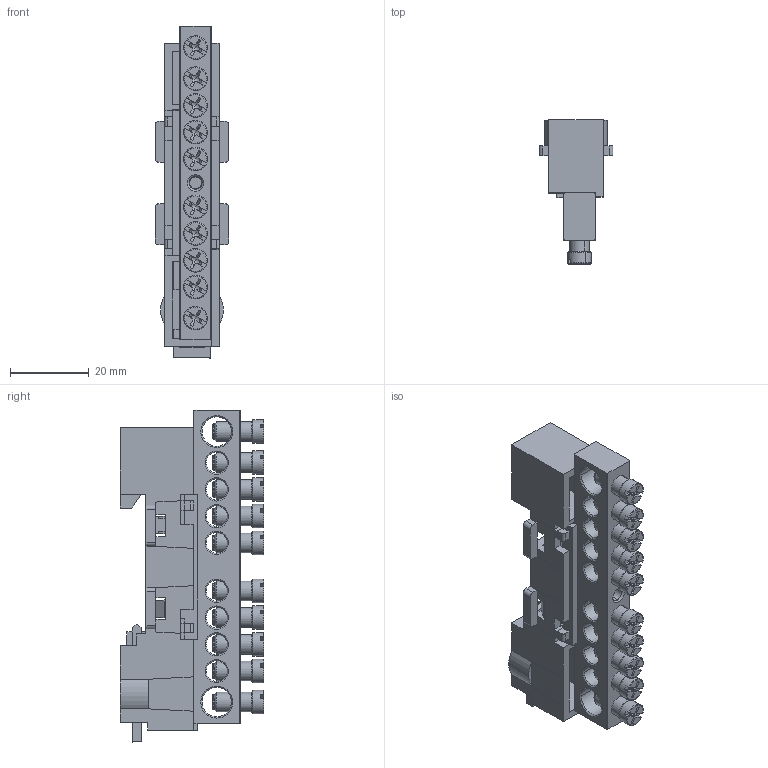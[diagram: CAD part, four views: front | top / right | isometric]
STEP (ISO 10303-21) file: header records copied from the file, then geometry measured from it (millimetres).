
FILE_DESCRIPTION (( 'STEP AP214' ), '1' );
FILE_NAME ('KSN-8 8õ12-10.STEP', '2023-11-22T08:29:37', ( '' ), ( '' ), 'SwSTEP 2.0', 'SolidWorks 2022', '' );
FILE_SCHEMA (( 'AUTOMOTIVE_DESIGN' ));
Length unit declared in the file: millimetre
Products named in the file (8): Винт М4х8; защелка UH_каталог; UHBT-4-8x12.10.00; UHBT-4-8x12.10.01; SHBT-01 02 8х12; Подставка универсалM1_Каталог_2016_100А; Винт М5х10_20140212; KSN-8 8х12-10
Assembly tree (16 placements, depth 3):
  KSN-8 8х12-10
    Подставка универсалM1_Каталог_2016_100А
    защелка UH_каталог
    SHBT-01 02 8х12
    Винт М4х8
    UHBT-4-8x12.10.00
      UHBT-4-8x12.10.01
      Винт М5х10_20140212  x10
Bounding box: 18.8 x 36.6 x 84.44 mm (x, y, z)
Volume: 16403.6 mm3; surface area: 17998 mm2
Topology: 15 solids, 15 shells, 986 faces, 2730 edges, 1747 vertices
Faces by surface type: plane 561, cylinder 166, cone 163, torus 94, bspline 2
Entity records: 18703 total; most frequent: CARTESIAN_POINT 3977, ORIENTED_EDGE 3044, DIRECTION 2815, EDGE_CURVE 1522, LINE 1063, VECTOR 1063, VERTEX_POINT 982, AXIS2_PLACEMENT_3D 876
